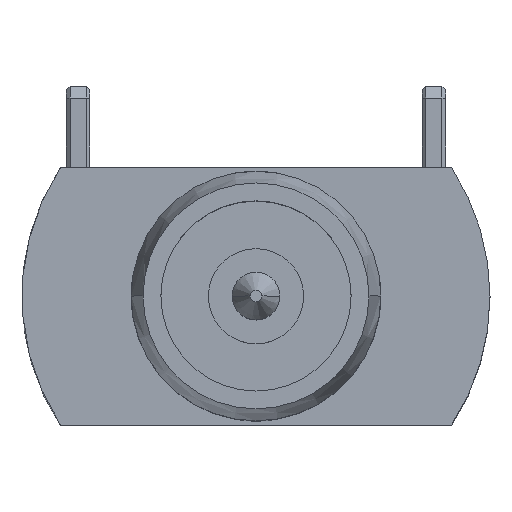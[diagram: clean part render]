
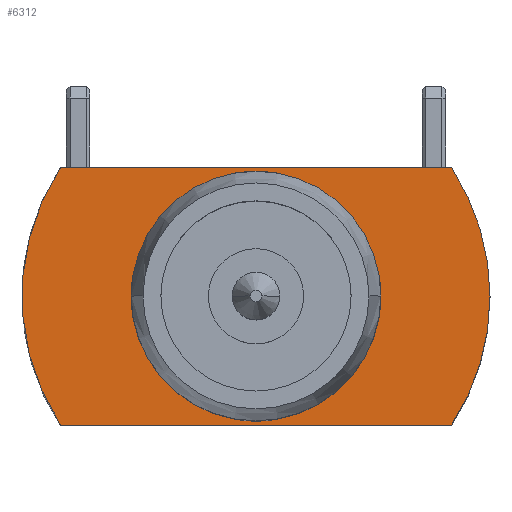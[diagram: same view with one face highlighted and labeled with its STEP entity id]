
A CAD part, top view. The second image highlights one B-rep face of the part: STEP entity #6312.
In plain terms, the highlighted planar face has unit normal (0, 0, 1).
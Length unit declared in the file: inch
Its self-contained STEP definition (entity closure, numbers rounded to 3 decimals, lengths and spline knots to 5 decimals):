
#17 = EDGE_CURVE ( 'NONE', #3921, #3027, #5230, .T. ) ;
#403 = CARTESIAN_POINT ( 'NONE',  ( -0.1644, -0.10827, 0. ) ) ;
#435 = ORIENTED_EDGE ( 'NONE', *, *, #5283, .F. ) ;
#826 = CIRCLE ( 'NONE', #4162, 0.19685 ) ;
#838 = EDGE_LOOP ( 'NONE', ( #2486, #1090, #4970, #5120, #1920 ) ) ;
#846 = VECTOR ( 'NONE', #2786, 39.37008 ) ;
#852 = CARTESIAN_POINT ( 'NONE',  ( 0.1644, -0.10827, 0. ) ) ;
#959 = EDGE_LOOP ( 'NONE', ( #3963, #435 ) ) ;
#1090 = ORIENTED_EDGE ( 'NONE', *, *, #4067, .T. ) ;
#1203 = DIRECTION ( 'NONE',  ( -1., 0., 0. ) ) ;
#1433 = CARTESIAN_POINT ( 'NONE',  ( 0.105, 0., 0. ) ) ;
#1540 = DIRECTION ( 'NONE',  ( 0., 0., 1. ) ) ;
#1634 = DIRECTION ( 'NONE',  ( 0., 0., -1. ) ) ;
#1649 = DIRECTION ( 'NONE',  ( 0., 0., 1. ) ) ;
#1737 = VERTEX_POINT ( 'NONE', #6953 ) ;
#1920 = ORIENTED_EDGE ( 'NONE', *, *, #5896, .F. ) ;
#1956 = CARTESIAN_POINT ( 'NONE',  ( -0.1644, 0.10827, 0. ) ) ;
#1977 = AXIS2_PLACEMENT_3D ( 'NONE', #4924, #1649, #3938 ) ;
#2172 = DIRECTION ( 'NONE',  ( -1., 0., 0. ) ) ;
#2486 = ORIENTED_EDGE ( 'NONE', *, *, #2997, .F. ) ;
#2599 = VERTEX_POINT ( 'NONE', #5437 ) ;
#2734 = DIRECTION ( 'NONE',  ( -1., 0., 0. ) ) ;
#2786 = DIRECTION ( 'NONE',  ( 1., 0., 0. ) ) ;
#2981 = PLANE ( 'NONE',  #6760 ) ;
#2997 = EDGE_CURVE ( 'NONE', #4822, #1737, #3503, .T. ) ;
#3027 = VERTEX_POINT ( 'NONE', #1956 ) ;
#3051 = FACE_OUTER_BOUND ( 'NONE', #838, .T. ) ;
#3503 = CIRCLE ( 'NONE', #5212, 0.19685 ) ;
#3531 = DIRECTION ( 'NONE',  ( -1., 0., 0. ) ) ;
#3588 = DIRECTION ( 'NONE',  ( -1., 0., 0. ) ) ;
#3590 = CARTESIAN_POINT ( 'NONE',  ( -0.19685, -0.10827, 0. ) ) ;
#3684 = LINE ( 'NONE', #3590, #846 ) ;
#3762 = CIRCLE ( 'NONE', #4835, 0.105 ) ;
#3921 = VERTEX_POINT ( 'NONE', #403 ) ;
#3938 = DIRECTION ( 'NONE',  ( -1., 0., 0. ) ) ;
#3963 = ORIENTED_EDGE ( 'NONE', *, *, #3981, .F. ) ;
#3981 = EDGE_CURVE ( 'NONE', #6950, #2599, #6210, .T. ) ;
#4052 = CARTESIAN_POINT ( 'NONE',  ( 0.1644, 0.10827, 0. ) ) ;
#4067 = EDGE_CURVE ( 'NONE', #4822, #3027, #4763, .T. ) ;
#4162 = AXIS2_PLACEMENT_3D ( 'NONE', #5448, #6468, #2172 ) ;
#4172 = DIRECTION ( 'NONE',  ( 0., 0., -1. ) ) ;
#4327 = VECTOR ( 'NONE', #1203, 39.37008 ) ;
#4763 = LINE ( 'NONE', #6630, #4327 ) ;
#4822 = VERTEX_POINT ( 'NONE', #4052 ) ;
#4835 = AXIS2_PLACEMENT_3D ( 'NONE', #5879, #1540, #6406 ) ;
#4924 = CARTESIAN_POINT ( 'NONE',  ( 0., 0., 0. ) ) ;
#4970 = ORIENTED_EDGE ( 'NONE', *, *, #17, .F. ) ;
#4989 = EDGE_CURVE ( 'NONE', #3921, #6899, #3684, .T. ) ;
#5120 = ORIENTED_EDGE ( 'NONE', *, *, #4989, .T. ) ;
#5185 = CARTESIAN_POINT ( 'NONE',  ( 0., 0., 0. ) ) ;
#5212 = AXIS2_PLACEMENT_3D ( 'NONE', #5185, #4172, #3588 ) ;
#5230 = CIRCLE ( 'NONE', #5758, 0.19685 ) ;
#5283 = EDGE_CURVE ( 'NONE', #2599, #6950, #3762, .T. ) ;
#5437 = CARTESIAN_POINT ( 'NONE',  ( -0.105, 0., 0. ) ) ;
#5448 = CARTESIAN_POINT ( 'NONE',  ( 0., 0., 0. ) ) ;
#5500 = CARTESIAN_POINT ( 'NONE',  ( 0., 0., 0. ) ) ;
#5618 = FACE_BOUND ( 'NONE', #959, .T. ) ;
#5743 = CARTESIAN_POINT ( 'NONE',  ( 0., 0., 0. ) ) ;
#5758 = AXIS2_PLACEMENT_3D ( 'NONE', #5500, #1634, #2734 ) ;
#5879 = CARTESIAN_POINT ( 'NONE',  ( 0., 0., 0. ) ) ;
#5896 = EDGE_CURVE ( 'NONE', #1737, #6899, #826, .T. ) ;
#6210 = CIRCLE ( 'NONE', #1977, 0.105 ) ;
#6312 = ADVANCED_FACE ( 'NONE', ( #5618, #3051 ), #2981, .F. ) ;
#6406 = DIRECTION ( 'NONE',  ( -1., 0., 0. ) ) ;
#6468 = DIRECTION ( 'NONE',  ( 0., 0., -1. ) ) ;
#6630 = CARTESIAN_POINT ( 'NONE',  ( -0.19685, 0.10827, 0. ) ) ;
#6760 = AXIS2_PLACEMENT_3D ( 'NONE', #5743, #6806, #3531 ) ;
#6806 = DIRECTION ( 'NONE',  ( 0., 0., -1. ) ) ;
#6899 = VERTEX_POINT ( 'NONE', #852 ) ;
#6950 = VERTEX_POINT ( 'NONE', #1433 ) ;
#6953 = CARTESIAN_POINT ( 'NONE',  ( 0.19685, 0., 0. ) ) ;
